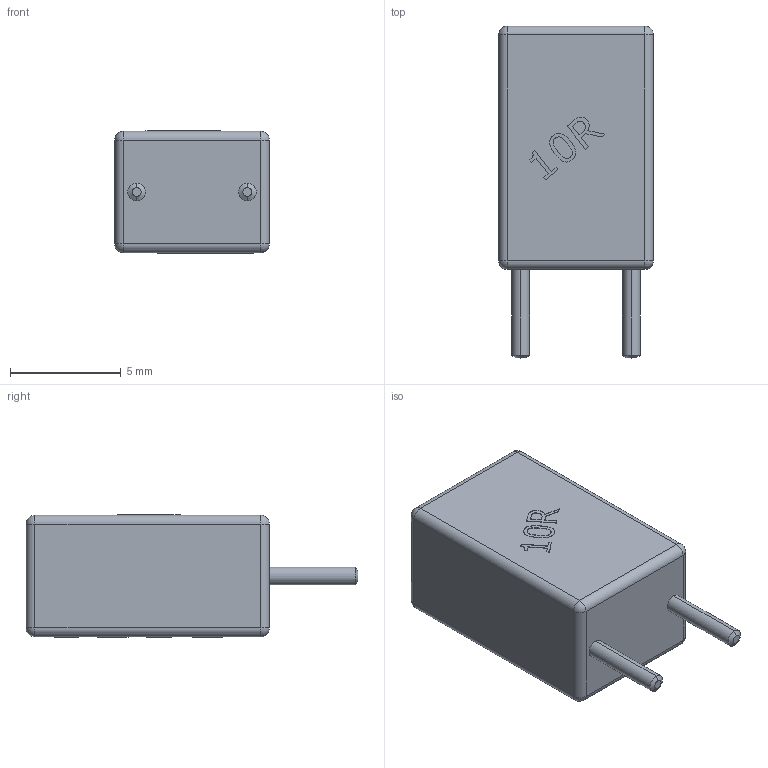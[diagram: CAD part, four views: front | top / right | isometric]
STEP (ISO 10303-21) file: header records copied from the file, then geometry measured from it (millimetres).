
FILE_DESCRIPTION (( 'STEP AP214' ), '1' );
FILE_NAME ('EC2D8F78-4544-44E0-AA78-0AA6F12B12EF.STEP', '2008-07-05T07:20:30', ( 'sysAdmin' ), ( 'SolidWorks' ), 'SwSTEP 2.0', 'SolidWorks 2008', '' );
FILE_SCHEMA (( 'AUTOMOTIVE_DESIGN' ));
Length unit declared in the file: millimetre
Products named in the file (1): EC2D8F78-4544-44E0-AA78-0AA6F12B12EF
Bounding box: 7 x 15 x 5.52 mm (x, y, z)
Volume: 424.4 mm3; surface area: 356.2 mm2
Topology: 1 solids, 1 shells, 268 faces, 700 edges, 452 vertices
Faces by surface type: plane 165, bspline 75, cylinder 16, sphere 8, cone 4
Entity records: 11484 total; most frequent: CARTESIAN_POINT 4960, ORIENTED_EDGE 1384, DIRECTION 966, EDGE_CURVE 692, LINE 506, VECTOR 506, VERTEX_POINT 452, EDGE_LOOP 294
